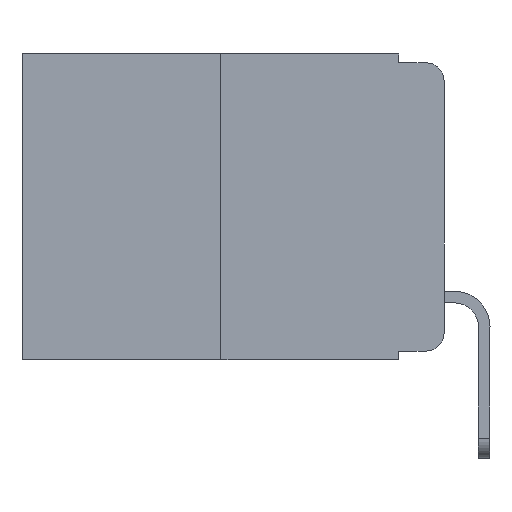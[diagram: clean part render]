
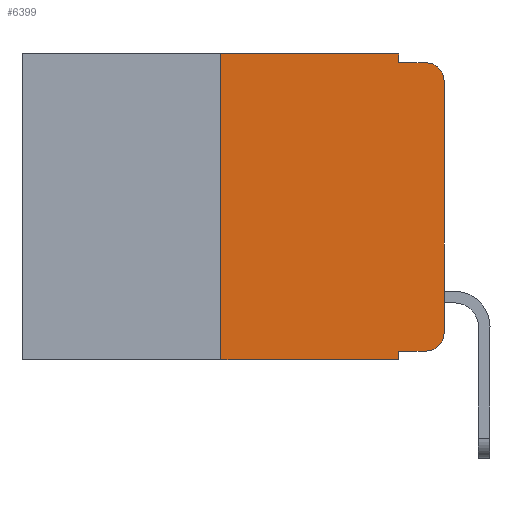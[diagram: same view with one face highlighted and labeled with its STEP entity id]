
A CAD part, left-side view. The second image highlights one B-rep face of the part: STEP entity #6399.
In plain terms, the highlighted planar face has unit normal (-1, 0, 0).
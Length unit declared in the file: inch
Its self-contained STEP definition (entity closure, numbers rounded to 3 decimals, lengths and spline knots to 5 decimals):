
#170 = CARTESIAN_POINT ( 'NONE',  ( 0., 0.02, -0.313 ) ) ;
#502 = CARTESIAN_POINT ( 'NONE',  ( 0., 0.051, 0. ) ) ;
#1198 = CARTESIAN_POINT ( 'NONE',  ( 0., 0.051, -0.333 ) ) ;
#1266 = CARTESIAN_POINT ( 'NONE',  ( 0., 0.02, -0.03 ) ) ;
#1702 = DIRECTION ( 'NONE',  ( 0., 0., -1. ) ) ;
#1758 = CARTESIAN_POINT ( 'NONE',  ( 0., 0.25, -0.343 ) ) ;
#1957 = ORIENTED_EDGE ( 'NONE', *, *, #12931, .T. ) ;
#1993 = CARTESIAN_POINT ( 'NONE',  ( 0., 0.051, -0.333 ) ) ;
#2366 = LINE ( 'NONE', #16699, #14625 ) ;
#3004 = DIRECTION ( 'NONE',  ( 0., -1., 0. ) ) ;
#3107 = VECTOR ( 'NONE', #16845, 39.37008 ) ;
#3525 = EDGE_CURVE ( 'NONE', #22166, #23135, #20262, .T. ) ;
#3568 = LINE ( 'NONE', #15471, #11541 ) ;
#3724 = CIRCLE ( 'NONE', #7660, 0.02 ) ;
#4305 = CARTESIAN_POINT ( 'NONE',  ( 0., 0.02, -0.01 ) ) ;
#4525 = DIRECTION ( 'NONE',  ( 0., 0., 1. ) ) ;
#5026 = EDGE_CURVE ( 'NONE', #23135, #12821, #18373, .T. ) ;
#5535 = VERTEX_POINT ( 'NONE', #18098 ) ;
#6078 = VERTEX_POINT ( 'NONE', #502 ) ;
#6086 = ORIENTED_EDGE ( 'NONE', *, *, #21574, .F. ) ;
#6273 = ORIENTED_EDGE ( 'NONE', *, *, #3525, .T. ) ;
#6399 = ADVANCED_FACE ( 'NONE', ( #10559 ), #21802, .F. ) ;
#6424 = EDGE_CURVE ( 'NONE', #11020, #22166, #3724, .T. ) ;
#7381 = VERTEX_POINT ( 'NONE', #1993 ) ;
#7585 = DIRECTION ( 'NONE',  ( 0., -1., 0. ) ) ;
#7660 = AXIS2_PLACEMENT_3D ( 'NONE', #170, #22043, #16620 ) ;
#7845 = LINE ( 'NONE', #1198, #17588 ) ;
#7938 = LINE ( 'NONE', #16700, #3107 ) ;
#8257 = VERTEX_POINT ( 'NONE', #21111 ) ;
#8566 = LINE ( 'NONE', #23020, #16005 ) ;
#8590 = CARTESIAN_POINT ( 'NONE',  ( 0., 0., -0.03 ) ) ;
#9380 = CARTESIAN_POINT ( 'NONE',  ( 0., 0.051, -0.01 ) ) ;
#9462 = EDGE_CURVE ( 'NONE', #23555, #8257, #3568, .T. ) ;
#10025 = CARTESIAN_POINT ( 'NONE',  ( 0., 0.051, -0.343 ) ) ;
#10390 = ORIENTED_EDGE ( 'NONE', *, *, #5026, .T. ) ;
#10431 = EDGE_CURVE ( 'NONE', #7381, #11012, #7938, .T. ) ;
#10533 = ORIENTED_EDGE ( 'NONE', *, *, #20060, .F. ) ;
#10559 = FACE_OUTER_BOUND ( 'NONE', #15655, .T. ) ;
#10767 = DIRECTION ( 'NONE',  ( 1., 0., 0. ) ) ;
#10806 = VECTOR ( 'NONE', #12770, 39.37008 ) ;
#10830 = VECTOR ( 'NONE', #10906, 39.37008 ) ;
#10906 = DIRECTION ( 'NONE',  ( 0., 0., -1. ) ) ;
#10988 = CARTESIAN_POINT ( 'NONE',  ( 0., 0., 0. ) ) ;
#11012 = VERTEX_POINT ( 'NONE', #10025 ) ;
#11019 = VECTOR ( 'NONE', #20414, 39.37008 ) ;
#11020 = VERTEX_POINT ( 'NONE', #19121 ) ;
#11326 = ORIENTED_EDGE ( 'NONE', *, *, #14435, .T. ) ;
#11541 = VECTOR ( 'NONE', #4525, 39.37008 ) ;
#12770 = DIRECTION ( 'NONE',  ( 0., 0., 1. ) ) ;
#12787 = CARTESIAN_POINT ( 'NONE',  ( 0., 0.473, 0. ) ) ;
#12821 = VERTEX_POINT ( 'NONE', #4305 ) ;
#12931 = EDGE_CURVE ( 'NONE', #7381, #11020, #7845, .T. ) ;
#13347 = CARTESIAN_POINT ( 'NONE',  ( 0., 0., -0.313 ) ) ;
#14009 = DIRECTION ( 'NONE',  ( 0., 0., -1. ) ) ;
#14119 = ORIENTED_EDGE ( 'NONE', *, *, #9462, .F. ) ;
#14435 = EDGE_CURVE ( 'NONE', #23555, #11012, #2366, .T. ) ;
#14524 = CARTESIAN_POINT ( 'NONE',  ( 0., 0.051, 0. ) ) ;
#14625 = VECTOR ( 'NONE', #7585, 39.37008 ) ;
#15471 = CARTESIAN_POINT ( 'NONE',  ( 0., 0.25, 0. ) ) ;
#15540 = EDGE_CURVE ( 'NONE', #8257, #6078, #8566, .T. ) ;
#15655 = EDGE_LOOP ( 'NONE', ( #6273, #10390, #6086, #10533, #23279, #14119, #11326, #15877, #1957, #20075 ) ) ;
#15877 = ORIENTED_EDGE ( 'NONE', *, *, #10431, .F. ) ;
#16005 = VECTOR ( 'NONE', #3004, 39.37008 ) ;
#16620 = DIRECTION ( 'NONE',  ( 0., 0., -1. ) ) ;
#16693 = AXIS2_PLACEMENT_3D ( 'NONE', #12787, #10767, #1702 ) ;
#16699 = CARTESIAN_POINT ( 'NONE',  ( 0., 0.473, -0.343 ) ) ;
#16700 = CARTESIAN_POINT ( 'NONE',  ( 0., 0.051, 0. ) ) ;
#16845 = DIRECTION ( 'NONE',  ( 0., 0., -1. ) ) ;
#17328 = DIRECTION ( 'NONE',  ( 0., -1., 0. ) ) ;
#17552 = DIRECTION ( 'NONE',  ( -1., 0., 0. ) ) ;
#17588 = VECTOR ( 'NONE', #17328, 39.37008 ) ;
#18098 = CARTESIAN_POINT ( 'NONE',  ( 0., 0.051, -0.01 ) ) ;
#18191 = LINE ( 'NONE', #9380, #11019 ) ;
#18373 = CIRCLE ( 'NONE', #21403, 0.02 ) ;
#19121 = CARTESIAN_POINT ( 'NONE',  ( 0., 0.02, -0.333 ) ) ;
#20060 = EDGE_CURVE ( 'NONE', #6078, #5535, #21421, .T. ) ;
#20075 = ORIENTED_EDGE ( 'NONE', *, *, #6424, .T. ) ;
#20262 = LINE ( 'NONE', #10988, #10806 ) ;
#20414 = DIRECTION ( 'NONE',  ( 0., -1., 0. ) ) ;
#21111 = CARTESIAN_POINT ( 'NONE',  ( 0., 0.25, 0. ) ) ;
#21403 = AXIS2_PLACEMENT_3D ( 'NONE', #1266, #17552, #14009 ) ;
#21421 = LINE ( 'NONE', #14524, #10830 ) ;
#21574 = EDGE_CURVE ( 'NONE', #5535, #12821, #18191, .T. ) ;
#21802 = PLANE ( 'NONE',  #16693 ) ;
#22043 = DIRECTION ( 'NONE',  ( -1., 0., 0. ) ) ;
#22166 = VERTEX_POINT ( 'NONE', #13347 ) ;
#23020 = CARTESIAN_POINT ( 'NONE',  ( 0., 0.473, 0. ) ) ;
#23135 = VERTEX_POINT ( 'NONE', #8590 ) ;
#23279 = ORIENTED_EDGE ( 'NONE', *, *, #15540, .F. ) ;
#23555 = VERTEX_POINT ( 'NONE', #1758 ) ;
